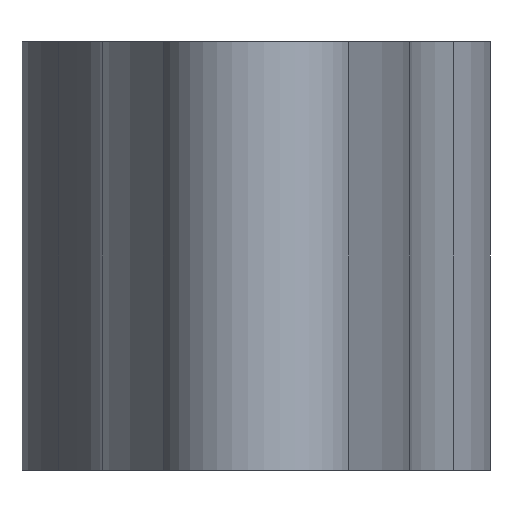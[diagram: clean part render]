
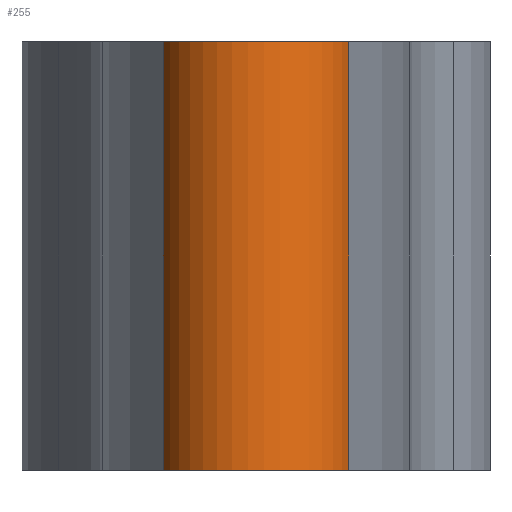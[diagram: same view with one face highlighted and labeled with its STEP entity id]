
A CAD part, left-side view. The second image highlights one B-rep face of the part: STEP entity #255.
In plain terms, the highlighted cylindrical face has radius 3.554 mm (diameter 7.108 mm), a partial arc.
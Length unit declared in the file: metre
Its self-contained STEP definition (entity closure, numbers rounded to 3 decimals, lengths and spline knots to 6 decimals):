
#21=CYLINDRICAL_SURFACE('',#302,0.003554);
#36=LINE('',#460,#52);
#37=LINE('',#462,#53);
#52=VECTOR('',#383,1.);
#53=VECTOR('',#386,1.);
#122=ORIENTED_EDGE('',*,*,#137,.T.);
#123=ORIENTED_EDGE('',*,*,#161,.T.);
#124=ORIENTED_EDGE('',*,*,#145,.F.);
#125=ORIENTED_EDGE('',*,*,#160,.F.);
#137=EDGE_CURVE('',#165,#173,#195,.T.);
#145=EDGE_CURVE('',#178,#179,#199,.T.);
#160=EDGE_CURVE('',#165,#178,#36,.T.);
#161=EDGE_CURVE('',#173,#179,#37,.T.);
#165=VERTEX_POINT('',#397);
#173=VERTEX_POINT('',#413);
#178=VERTEX_POINT('',#429);
#179=VERTEX_POINT('',#431);
#195=CIRCLE('',#279,0.003554);
#199=CIRCLE('',#286,0.003554);
#221=EDGE_LOOP('',(#122,#123,#124,#125));
#237=FACE_BOUND('',#221,.T.);
#255=ADVANCED_FACE('',(#237),#21,.T.);
#279=AXIS2_PLACEMENT_3D('',#414,#327,#328);
#286=AXIS2_PLACEMENT_3D('',#430,#345,#346);
#302=AXIS2_PLACEMENT_3D('',#463,#387,#388);
#327=DIRECTION('',(0.,0.,1.));
#328=DIRECTION('',(1.,0.,0.));
#345=DIRECTION('',(0.,0.,1.));
#346=DIRECTION('',(1.,0.,0.));
#383=DIRECTION('',(0.,0.,1.));
#386=DIRECTION('',(0.,0.,1.));
#387=DIRECTION('',(0.,0.,1.));
#388=DIRECTION('',(1.,0.,0.));
#397=CARTESIAN_POINT('',(-0.013,0.003354,-0.002));
#413=CARTESIAN_POINT('',(-0.013,-0.003354,-0.002));
#414=CARTESIAN_POINT('',(-0.011826,0.,-0.002));
#429=CARTESIAN_POINT('',(-0.013,0.003354,0.0135));
#430=CARTESIAN_POINT('',(-0.011826,0.,0.0135));
#431=CARTESIAN_POINT('',(-0.013,-0.003354,0.0135));
#460=CARTESIAN_POINT('',(-0.013,0.003354,-0.0115));
#462=CARTESIAN_POINT('',(-0.013,-0.003354,-0.0115));
#463=CARTESIAN_POINT('',(-0.011826,0.,-0.0115));
